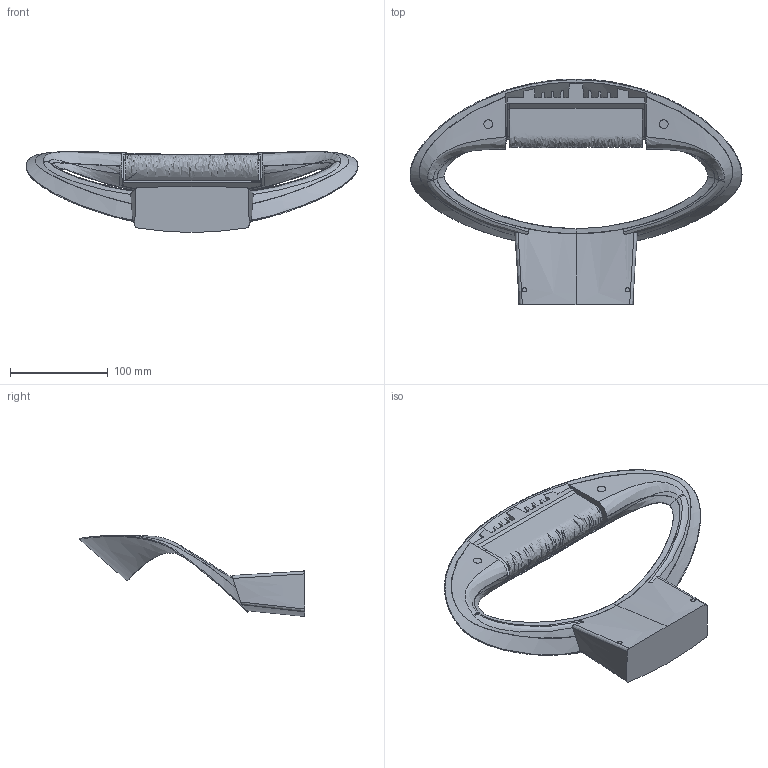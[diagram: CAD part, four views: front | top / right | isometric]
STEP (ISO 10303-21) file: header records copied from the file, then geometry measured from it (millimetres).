
FILE_DESCRIPTION(/* description */ (''),/* implementation_level */ '2;1');
FILE_NAME(/* name */ 'MESMERI LED',/* time_stamp */ '2013-10-22T14:50:08+02:00',/* author */ (''),/* organization */ (''),/* preprocessor_version */ 'ST-DEVELOPER v10',/* originating_system */ '',/* authorisation */ '');
FILE_SCHEMA (('AUTOMOTIVE_DESIGN'));
Length unit declared in the file: millimetre
Products named in the file (1): 1
Bounding box: 340.29 x 231.29 x 82.97 mm (x, y, z)
Volume: 17980.3 mm3; surface area: 127426.2 mm2
Topology: 2 solids, 10 shells, 103 faces, 325 edges, 232 vertices
Faces by surface type: bspline 87, plane 16
Entity records: 10309 total; most frequent: CARTESIAN_POINT 8441, ORIENTED_EDGE 532, EDGE_CURVE 309, B_SPLINE_CURVE_WITH_KNOTS 241, VERTEX_POINT 219, EDGE_LOOP 108, ADVANCED_FACE 103, FACE_OUTER_BOUND 103
